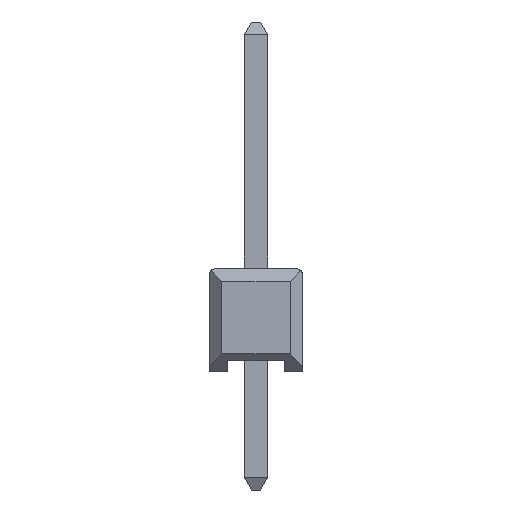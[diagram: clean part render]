
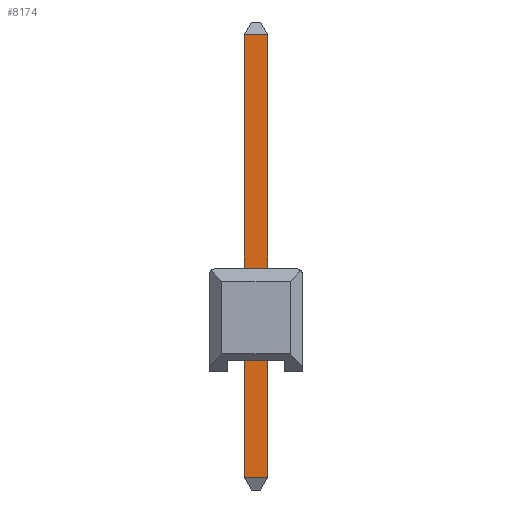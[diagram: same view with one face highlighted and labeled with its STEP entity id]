
A CAD part, front view. The second image highlights one B-rep face of the part: STEP entity #8174.
In plain terms, the highlighted free-form (B-spline) face has degree [1, 1] with [2, 2] control points.
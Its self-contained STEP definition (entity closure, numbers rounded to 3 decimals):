
#7436 = B_SPLINE_SURFACE_WITH_KNOTS('',1,1,(
    (#7437,#7438)
    ,(#7439,#7440
    )),.UNSPECIFIED.,.F.,.F.,.F.,(2,2),(2,2),(0.01,
    0.4),(-0.64,-0.01),.PIECEWISE_BEZIER_KNOTS.);
#7437 = CARTESIAN_POINT('',(0.315,-38.225,-3.2)
  );
#7438 = CARTESIAN_POINT('',(-0.315,-38.225,-3.2)
  );
#7439 = CARTESIAN_POINT('',(0.315,-38.415,-2.86)
  );
#7440 = CARTESIAN_POINT('',(-0.315,-38.415,-2.86)
  );
#7474 = VERTEX_POINT('',#7475);
#7475 = CARTESIAN_POINT('',(-0.315,-38.415,-2.86)
  );
#7512 = B_SPLINE_SURFACE_WITH_KNOTS('',1,1,(
    (#7513,#7514)
    ,(#7515,#7516
    )),.UNSPECIFIED.,.F.,.F.,.F.,(2,2),(2,2),(-9.358,
    0.093),(-0.64,0.01),
  .PIECEWISE_BEZIER_KNOTS.);
#7513 = CARTESIAN_POINT('',(-0.315,-37.775,9.326)
  );
#7514 = CARTESIAN_POINT('',(-0.315,-38.425,9.326)
  );
#7515 = CARTESIAN_POINT('',(-0.315,-37.775,-2.981)
  );
#7516 = CARTESIAN_POINT('',(-0.315,-38.425,-2.981));
#7730 = VERTEX_POINT('',#7731);
#7731 = CARTESIAN_POINT('',(0.315,-38.415,-2.86)
  );
#7766 = B_SPLINE_SURFACE_WITH_KNOTS('',1,1,(
    (#7767,#7768)
    ,(#7769,#7770
    )),.UNSPECIFIED.,.F.,.F.,.F.,(2,2),(2,2),(-0.64,0.01),(
    -9.358,0.093),.PIECEWISE_BEZIER_KNOTS.);
#7767 = CARTESIAN_POINT('',(0.315,-37.775,9.326));
#7768 = CARTESIAN_POINT('',(0.315,-37.775,-2.981)
  );
#7769 = CARTESIAN_POINT('',(0.315,-38.425,9.326));
#7770 = CARTESIAN_POINT('',(0.315,-38.425,-2.981));
#7801 = EDGE_CURVE('',#7730,#7474,#7802,.T.);
#7802 = SURFACE_CURVE('',#7803,(#7806,#7812),.PCURVE_S1.);
#7803 = B_SPLINE_CURVE_WITH_KNOTS('',1,(#7804,#7805),.UNSPECIFIED.,.F.,
  .F.,(2,2),(-9.896,-9.266),.PIECEWISE_BEZIER_KNOTS.);
#7804 = CARTESIAN_POINT('',(0.315,-38.415,-2.86)
  );
#7805 = CARTESIAN_POINT('',(-0.315,-38.415,-2.86)
  );
#7806 = PCURVE('',#7436,#7807);
#7807 = DEFINITIONAL_REPRESENTATION('',(#7808),#7811);
#7808 = B_SPLINE_CURVE_WITH_KNOTS('',1,(#7809,#7810),.UNSPECIFIED.,.F.,
  .F.,(2,2),(-9.896,-9.266),.PIECEWISE_BEZIER_KNOTS.);
#7809 = CARTESIAN_POINT('',(0.4,-0.64));
#7810 = CARTESIAN_POINT('',(0.4,-0.01));
#7811 = ( GEOMETRIC_REPRESENTATION_CONTEXT(2) 
PARAMETRIC_REPRESENTATION_CONTEXT() REPRESENTATION_CONTEXT('2D SPACE',''
  ) );
#7812 = PCURVE('',#7813,#7818);
#7813 = B_SPLINE_SURFACE_WITH_KNOTS('',1,1,(
    (#7814,#7815)
    ,(#7816,#7817
    )),.UNSPECIFIED.,.F.,.F.,.F.,(2,2),(2,2),(0.121,
    12.136),(-0.64,-0.01),.PIECEWISE_BEZIER_KNOTS.);
#7814 = CARTESIAN_POINT('',(0.315,-38.415,-2.86)
  );
#7815 = CARTESIAN_POINT('',(-0.315,-38.415,-2.86)
  );
#7816 = CARTESIAN_POINT('',(0.315,-38.415,9.156));
#7817 = CARTESIAN_POINT('',(-0.315,-38.415,9.156)
  );
#7818 = DEFINITIONAL_REPRESENTATION('',(#7819),#7822);
#7819 = B_SPLINE_CURVE_WITH_KNOTS('',1,(#7820,#7821),.UNSPECIFIED.,.F.,
  .F.,(2,2),(-9.896,-9.266),.PIECEWISE_BEZIER_KNOTS.);
#7820 = CARTESIAN_POINT('',(0.121,-0.64));
#7821 = CARTESIAN_POINT('',(0.121,-0.01));
#7822 = ( GEOMETRIC_REPRESENTATION_CONTEXT(2) 
PARAMETRIC_REPRESENTATION_CONTEXT() REPRESENTATION_CONTEXT('2D SPACE',''
  ) );
#7934 = VERTEX_POINT('',#7935);
#7935 = CARTESIAN_POINT('',(0.315,-38.415,9.156));
#7947 = B_SPLINE_SURFACE_WITH_KNOTS('',1,1,(
    (#7948,#7949)
    ,(#7950,#7951
    )),.UNSPECIFIED.,.F.,.F.,.F.,(2,2),(2,2),(-0.399,
    -0.01),(-0.64,-0.01),.PIECEWISE_BEZIER_KNOTS.);
#7948 = CARTESIAN_POINT('',(0.315,-38.415,9.156));
#7949 = CARTESIAN_POINT('',(-0.315,-38.415,9.156)
  );
#7950 = CARTESIAN_POINT('',(0.315,-38.225,9.496));
#7951 = CARTESIAN_POINT('',(-0.315,-38.225,9.496)
  );
#8021 = VERTEX_POINT('',#8022);
#8022 = CARTESIAN_POINT('',(-0.315,-38.415,9.156)
  );
#8040 = EDGE_CURVE('',#8021,#7934,#8041,.T.);
#8041 = SURFACE_CURVE('',#8042,(#8045,#8051),.PCURVE_S1.);
#8042 = B_SPLINE_CURVE_WITH_KNOTS('',1,(#8043,#8044),.UNSPECIFIED.,.F.,
  .F.,(2,2),(-19.791,-19.161),.PIECEWISE_BEZIER_KNOTS.);
#8043 = CARTESIAN_POINT('',(-0.315,-38.415,9.156)
  );
#8044 = CARTESIAN_POINT('',(0.315,-38.415,9.156));
#8045 = PCURVE('',#7947,#8046);
#8046 = DEFINITIONAL_REPRESENTATION('',(#8047),#8050);
#8047 = B_SPLINE_CURVE_WITH_KNOTS('',1,(#8048,#8049),.UNSPECIFIED.,.F.,
  .F.,(2,2),(-19.791,-19.161),.PIECEWISE_BEZIER_KNOTS.);
#8048 = CARTESIAN_POINT('',(-0.399,-0.01));
#8049 = CARTESIAN_POINT('',(-0.399,-0.64));
#8050 = ( GEOMETRIC_REPRESENTATION_CONTEXT(2) 
PARAMETRIC_REPRESENTATION_CONTEXT() REPRESENTATION_CONTEXT('2D SPACE',''
  ) );
#8051 = PCURVE('',#7813,#8052);
#8052 = DEFINITIONAL_REPRESENTATION('',(#8053),#8056);
#8053 = B_SPLINE_CURVE_WITH_KNOTS('',1,(#8054,#8055),.UNSPECIFIED.,.F.,
  .F.,(2,2),(-19.791,-19.161),.PIECEWISE_BEZIER_KNOTS.);
#8054 = CARTESIAN_POINT('',(12.136,-0.01));
#8055 = CARTESIAN_POINT('',(12.136,-0.64));
#8056 = ( GEOMETRIC_REPRESENTATION_CONTEXT(2) 
PARAMETRIC_REPRESENTATION_CONTEXT() REPRESENTATION_CONTEXT('2D SPACE',''
  ) );
#8154 = EDGE_CURVE('',#7934,#7730,#8155,.T.);
#8155 = SURFACE_CURVE('',#8156,(#8159,#8166),.PCURVE_S1.);
#8156 = B_SPLINE_CURVE_WITH_KNOTS('',1,(#8157,#8158),.UNSPECIFIED.,.F.,
  .F.,(2,2),(-19.123,-9.896),.PIECEWISE_BEZIER_KNOTS.);
#8157 = CARTESIAN_POINT('',(0.315,-38.415,9.156));
#8158 = CARTESIAN_POINT('',(0.315,-38.415,-2.86)
  );
#8159 = PCURVE('',#7766,#8160);
#8160 = DEFINITIONAL_REPRESENTATION('',(#8161),#8165);
#8161 = B_SPLINE_CURVE_WITH_KNOTS('',2,(#8162,#8163,#8164),
  .UNSPECIFIED.,.F.,.F.,(3,3),(-19.123,-9.896),
  .PIECEWISE_BEZIER_KNOTS.);
#8162 = CARTESIAN_POINT('',(0.,-9.227));
#8163 = CARTESIAN_POINT('',(0.,-4.614));
#8164 = CARTESIAN_POINT('',(0.,0.));
#8165 = ( GEOMETRIC_REPRESENTATION_CONTEXT(2) 
PARAMETRIC_REPRESENTATION_CONTEXT() REPRESENTATION_CONTEXT('2D SPACE',''
  ) );
#8166 = PCURVE('',#7813,#8167);
#8167 = DEFINITIONAL_REPRESENTATION('',(#8168),#8171);
#8168 = B_SPLINE_CURVE_WITH_KNOTS('',1,(#8169,#8170),.UNSPECIFIED.,.F.,
  .F.,(2,2),(-19.123,-9.896),.PIECEWISE_BEZIER_KNOTS.);
#8169 = CARTESIAN_POINT('',(12.136,-0.64));
#8170 = CARTESIAN_POINT('',(0.121,-0.64));
#8171 = ( GEOMETRIC_REPRESENTATION_CONTEXT(2) 
PARAMETRIC_REPRESENTATION_CONTEXT() REPRESENTATION_CONTEXT('2D SPACE',''
  ) );
#8174 = ADVANCED_FACE('',(#8175),#7813,.T.);
#8175 = FACE_BOUND('',#8176,.T.);
#8176 = EDGE_LOOP('',(#8177,#8196,#8197,#8198));
#8177 = ORIENTED_EDGE('',*,*,#8178,.T.);
#8178 = EDGE_CURVE('',#8021,#7474,#8179,.T.);
#8179 = SURFACE_CURVE('',#8180,(#8183,#8189),.PCURVE_S1.);
#8180 = B_SPLINE_CURVE_WITH_KNOTS('',1,(#8181,#8182),.UNSPECIFIED.,.F.,
  .F.,(2,2),(0.038,9.266),
  .PIECEWISE_BEZIER_KNOTS.);
#8181 = CARTESIAN_POINT('',(-0.315,-38.415,9.156)
  );
#8182 = CARTESIAN_POINT('',(-0.315,-38.415,-2.86)
  );
#8183 = PCURVE('',#7813,#8184);
#8184 = DEFINITIONAL_REPRESENTATION('',(#8185),#8188);
#8185 = B_SPLINE_CURVE_WITH_KNOTS('',1,(#8186,#8187),.UNSPECIFIED.,.F.,
  .F.,(2,2),(0.038,9.266),
  .PIECEWISE_BEZIER_KNOTS.);
#8186 = CARTESIAN_POINT('',(12.136,-0.01));
#8187 = CARTESIAN_POINT('',(0.121,-0.01));
#8188 = ( GEOMETRIC_REPRESENTATION_CONTEXT(2) 
PARAMETRIC_REPRESENTATION_CONTEXT() REPRESENTATION_CONTEXT('2D SPACE',''
  ) );
#8189 = PCURVE('',#7512,#8190);
#8190 = DEFINITIONAL_REPRESENTATION('',(#8191),#8195);
#8191 = B_SPLINE_CURVE_WITH_KNOTS('',2,(#8192,#8193,#8194),
  .UNSPECIFIED.,.F.,.F.,(3,3),(0.038,9.266),
  .PIECEWISE_BEZIER_KNOTS.);
#8192 = CARTESIAN_POINT('',(-9.227,0.));
#8193 = CARTESIAN_POINT('',(-4.614,0.));
#8194 = CARTESIAN_POINT('',(0.,0.));
#8195 = ( GEOMETRIC_REPRESENTATION_CONTEXT(2) 
PARAMETRIC_REPRESENTATION_CONTEXT() REPRESENTATION_CONTEXT('2D SPACE',''
  ) );
#8196 = ORIENTED_EDGE('',*,*,#7801,.F.);
#8197 = ORIENTED_EDGE('',*,*,#8154,.F.);
#8198 = ORIENTED_EDGE('',*,*,#8040,.F.);
